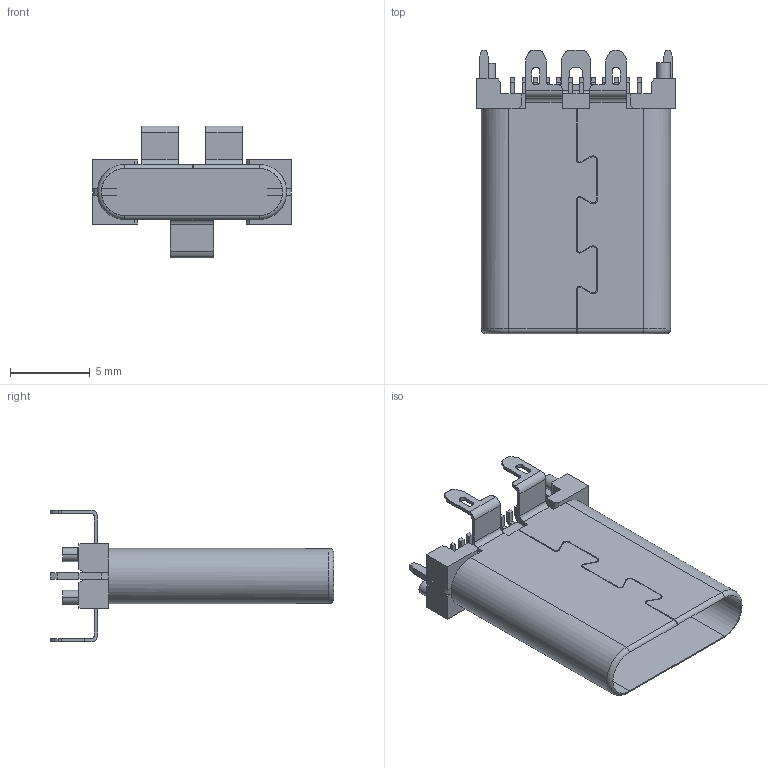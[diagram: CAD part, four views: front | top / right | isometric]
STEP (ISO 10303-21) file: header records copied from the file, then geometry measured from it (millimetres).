
FILE_DESCRIPTION((''),'2;1');
FILE_NAME('PLUG-USBC-241SMTV-4BQC13','2022-10-18T10:38:23',('jirenqiang'),(''),'CREO PARAMETRIC BY PTC INC, 2018050','CREO PARAMETRIC BY PTC INC, 2018050','');
FILE_SCHEMA(('CONFIG_CONTROL_DESIGN'));
Length unit declared in the file: millimetre
Products named in the file (1): PLUG-USBC-241SMTV-4BQC13
Bounding box: 12.47 x 17.78 x 8.28 mm (x, y, z)
Volume: 156.9 mm3; surface area: 1056.6 mm2
Topology: 1 solids, 1 shells, 437 faces, 1247 edges, 826 vertices
Faces by surface type: plane 333, cylinder 96, bspline 6, torus 2
Entity records: 14392 total; most frequent: CARTESIAN_POINT 2731, ORIENTED_EDGE 2494, DIRECTION 2331, EDGE_CURVE 1247, VECTOR 989, LINE 989, VERTEX_POINT 826, AXIS2_PLACEMENT_3D 671
